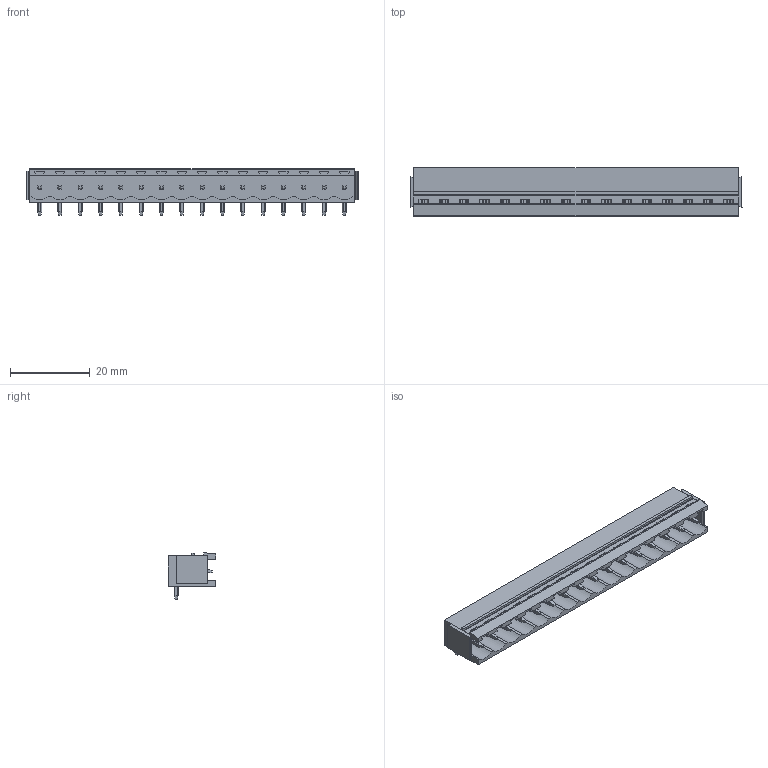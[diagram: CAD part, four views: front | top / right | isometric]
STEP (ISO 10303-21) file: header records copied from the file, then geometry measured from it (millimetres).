
FILE_DESCRIPTION(('CATIA V5 STEP Exchange','CAx-IF Rec.Pracs.--- Model Styling and Organization---1.2---2011-12-15'),'2;1');
FILE_NAME ('D1449350_0', '2018-10-27T07:44:27+00:00', ('none'), ('Weidmueller'), 'CATIA Version 5-6 Release 2014', 'CATIA V5 STEP AP214', 'none');
FILE_SCHEMA(('AUTOMOTIVE_DESIGN { 1 0 10303 214 1 1 1 1 }'));
Length unit declared in the file: millimetre
Products named in the file (1): 1154920000
Bounding box: 83.04 x 12 x 11.63 mm (x, y, z)
Volume: 3794.5 mm3; surface area: 6388 mm2
Topology: 17 solids, 17 shells, 815 faces, 2267 edges, 1454 vertices
Faces by surface type: plane 541, cylinder 274
Entity records: 23826 total; most frequent: CARTESIAN_POINT 5381, ORIENTED_EDGE 4534, DIRECTION 2563, EDGE_CURVE 2261, VECTOR 1585, LINE 1585, VERTEX_POINT 1446, EDGE_LOOP 847
